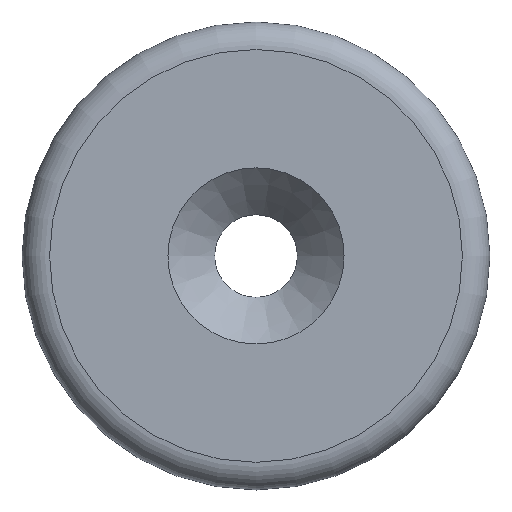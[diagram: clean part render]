
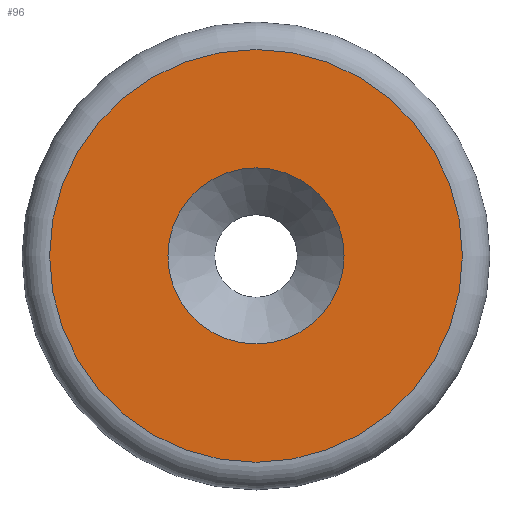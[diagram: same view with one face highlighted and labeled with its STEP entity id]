
A CAD part, top view. The second image highlights one B-rep face of the part: STEP entity #96.
In plain terms, the highlighted planar face has unit normal (0, 0, 1).
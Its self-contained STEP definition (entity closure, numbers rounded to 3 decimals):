
#55 = VERTEX_POINT('',#56);
#56 = CARTESIAN_POINT('',(7.5,0.,36.666));
#65 = EDGE_CURVE('',#55,#55,#66,.T.);
#66 = CIRCLE('',#67,7.5);
#67 = AXIS2_PLACEMENT_3D('',#68,#69,#70);
#68 = CARTESIAN_POINT('',(0.,0.,36.666));
#69 = DIRECTION('',(0.,0.,-1.));
#70 = DIRECTION('',(1.,0.,0.));
#96 = ADVANCED_FACE('',(#97,#100),#111,.F.);
#97 = FACE_BOUND('',#98,.F.);
#98 = EDGE_LOOP('',(#99));
#99 = ORIENTED_EDGE('',*,*,#65,.T.);
#100 = FACE_BOUND('',#101,.F.);
#101 = EDGE_LOOP('',(#102));
#102 = ORIENTED_EDGE('',*,*,#103,.T.);
#103 = EDGE_CURVE('',#104,#104,#106,.T.);
#104 = VERTEX_POINT('',#105);
#105 = CARTESIAN_POINT('',(3.2,0.,36.666));
#106 = CIRCLE('',#107,3.2);
#107 = AXIS2_PLACEMENT_3D('',#108,#109,#110);
#108 = CARTESIAN_POINT('',(0.,0.,36.666));
#109 = DIRECTION('',(-0.,0.,1.));
#110 = DIRECTION('',(1.,0.,0.));
#111 = PLANE('',#112);
#112 = AXIS2_PLACEMENT_3D('',#113,#114,#115);
#113 = CARTESIAN_POINT('',(0.,0.,36.666));
#114 = DIRECTION('',(0.,0.,-1.));
#115 = DIRECTION('',(1.,0.,0.));
